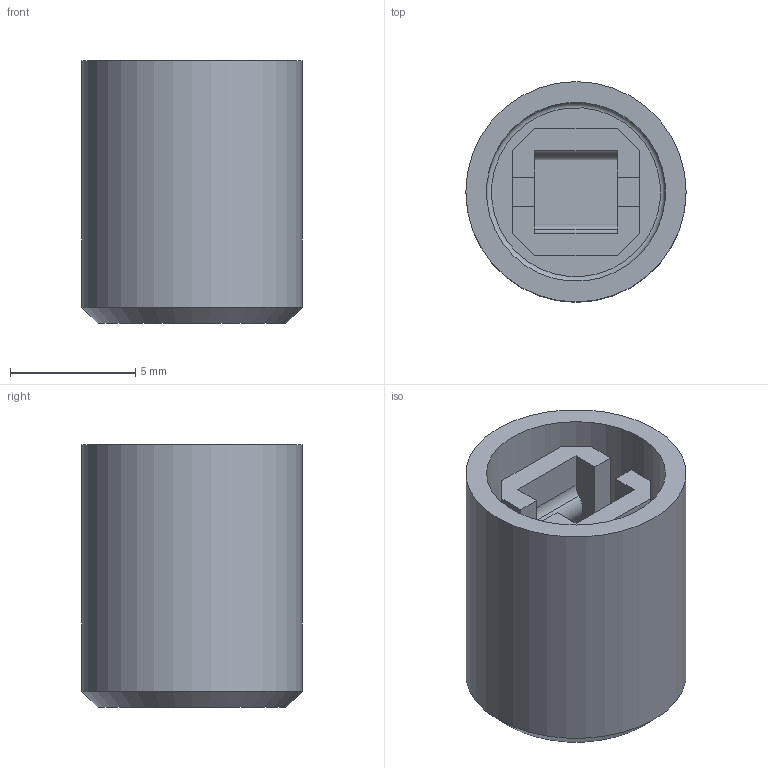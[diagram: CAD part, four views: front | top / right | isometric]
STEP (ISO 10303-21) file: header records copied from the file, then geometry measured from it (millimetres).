
FILE_DESCRIPTION((' '),'2;1');
FILE_NAME('TAGxxx.stp','2017-07-25T15:18:32',(' '),(' '),' ','ACIS',' ');
FILE_SCHEMA(('CONFIG_CONTROL_DESIGN'));
Length unit declared in the file: inch
Products named in the file (1): TAGxxx.stp
Bounding box: 8.8 x 8.8 x 10.5 mm (x, y, z)
Volume: 365.9 mm3; surface area: 866.1 mm2
Topology: 1 solids, 1 shells, 36 faces, 94 edges, 62 vertices
Faces by surface type: plane 26, cylinder 8, torus 1, cone 1
Full cylindrical faces by diameter (mm): 7.15 x1, 8.8 x1
Entity records: 1189 total; most frequent: CARTESIAN_POINT 189, DIRECTION 182, ORIENTED_EDGE 180, EDGE_CURVE 90, VECTOR 72, LINE 72, VERTEX_POINT 62, AXIS2_PLACEMENT_3D 55
